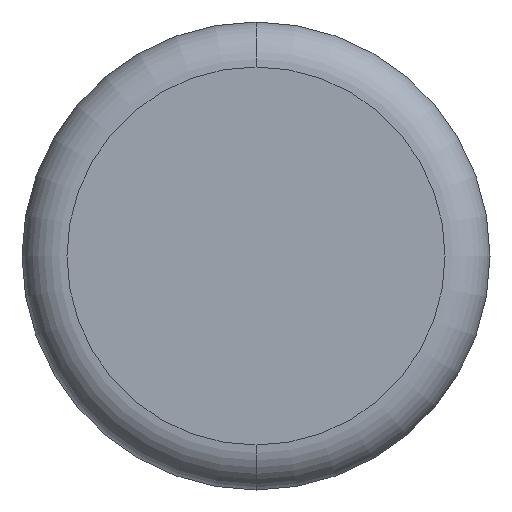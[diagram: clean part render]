
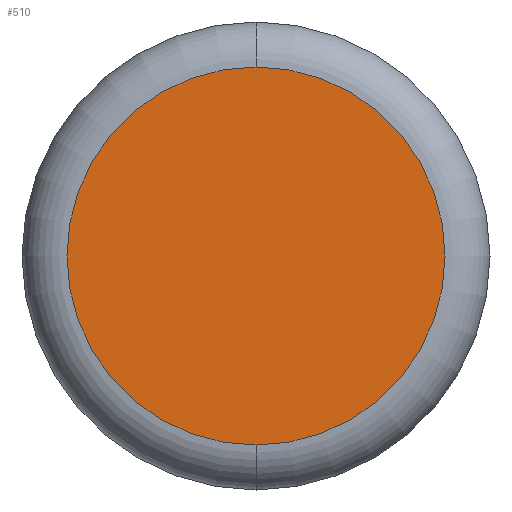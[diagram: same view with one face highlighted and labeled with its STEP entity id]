
A CAD part, front view. The second image highlights one B-rep face of the part: STEP entity #510.
In plain terms, the highlighted planar face has unit normal (0, -1, 0).
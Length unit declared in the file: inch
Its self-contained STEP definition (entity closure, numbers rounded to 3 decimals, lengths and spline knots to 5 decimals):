
#18 = DIRECTION ( 'NONE',  ( 0., 0., -1. ) ) ;
#29 = AXIS2_PLACEMENT_3D ( 'NONE', #245, #164, #18 ) ;
#34 = EDGE_CURVE ( 'NONE', #344, #92, #458, .T. ) ;
#64 = AXIS2_PLACEMENT_3D ( 'NONE', #486, #236, #319 ) ;
#92 = VERTEX_POINT ( 'NONE', #335 ) ;
#129 = CARTESIAN_POINT ( 'NONE',  ( 0., 0., -0.2525 ) ) ;
#152 = CARTESIAN_POINT ( 'NONE',  ( 0., 0., 0. ) ) ;
#164 = DIRECTION ( 'NONE',  ( 0., -1., 0. ) ) ;
#206 = FACE_OUTER_BOUND ( 'NONE', #266, .T. ) ;
#220 = EDGE_CURVE ( 'NONE', #92, #344, #538, .T. ) ;
#236 = DIRECTION ( 'NONE',  ( 0., -1., 0. ) ) ;
#245 = CARTESIAN_POINT ( 'NONE',  ( 0., 0., 0. ) ) ;
#266 = EDGE_LOOP ( 'NONE', ( #352, #313 ) ) ;
#289 = AXIS2_PLACEMENT_3D ( 'NONE', #152, #526, #447 ) ;
#313 = ORIENTED_EDGE ( 'NONE', *, *, #220, .T. ) ;
#319 = DIRECTION ( 'NONE',  ( 0., 0., -1. ) ) ;
#335 = CARTESIAN_POINT ( 'NONE',  ( 0., 0., 0.2525 ) ) ;
#344 = VERTEX_POINT ( 'NONE', #129 ) ;
#352 = ORIENTED_EDGE ( 'NONE', *, *, #34, .T. ) ;
#447 = DIRECTION ( 'NONE',  ( 0., 0., -1. ) ) ;
#458 = CIRCLE ( 'NONE', #64, 0.2525 ) ;
#486 = CARTESIAN_POINT ( 'NONE',  ( 0., 0., 0. ) ) ;
#490 = PLANE ( 'NONE',  #289 ) ;
#510 = ADVANCED_FACE ( 'NONE', ( #206 ), #490, .T. ) ;
#526 = DIRECTION ( 'NONE',  ( 0., -1., 0. ) ) ;
#538 = CIRCLE ( 'NONE', #29, 0.2525 ) ;
